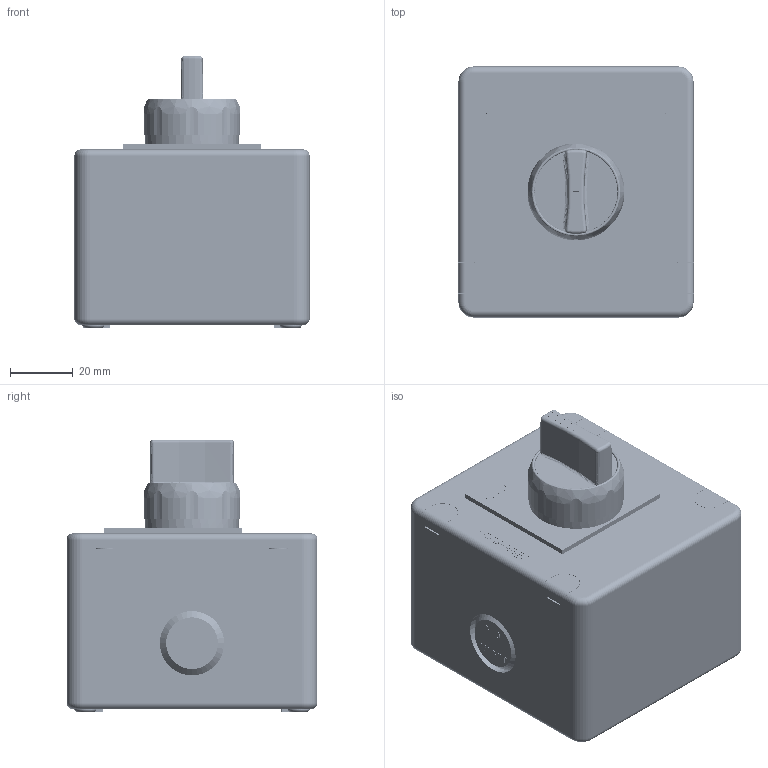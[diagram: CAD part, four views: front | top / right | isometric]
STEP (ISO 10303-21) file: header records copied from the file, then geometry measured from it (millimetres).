
FILE_DESCRIPTION(/* description */ (''),/* implementation_level */ '2;1');
FILE_NAME(/* name */ 'ECW22H-H1P1-12W83 (V2.0).stp',/* time_stamp */ '2020-07-30T10:33:29+05:00',/* author */ ('Owner'),/* organization */ (''),/* preprocessor_version */ 'ST-DEVELOPER v18',/* originating_system */ 'Autodesk Inventor 2020',/* authorisation */ '');
FILE_SCHEMA (('AUTOMOTIVE_DESIGN { 1 0 10303 214 3 1 1 }'));
Products named in the file (1): Part15
Bounding box: 75.2 x 80 x 86.86 mm (x, y, z)
Volume: 123767.6 mm3; surface area: 102605.8 mm2
Topology: 5 solids, 49 shells, 10001 faces, 27389 edges, 18085 vertices
Faces by surface type: plane 6116, bspline 2377, cylinder 1182, cone 156, torus 126, sphere 44
Full cylindrical faces by diameter (mm): 1.198 x24, 1.385 x8, 1.5 x4, 1.573 x16, 1.597 x8, 1.996 x18, 2.233 x4, 2.24 x28, 2.36 x2, 2.381 x8, 2.45 x4, 2.753 x4, 2.758 x2, 3 x4, 3.1 x4, 3.15 x4, 3.156 x4, 3.39 x8, 3.402 x2, 3.556 x4, 3.7 x4, 4.062 x4, 4.4 x2, 4.42 x4, 4.5 x4, 4.55 x4, 5.9 x4, 6.638 x4, 7 x4, 8 x4
Entity records: 368275 total; most frequent: CARTESIAN_POINT 118418, ORIENTED_EDGE 54786, DIRECTION 40672, EDGE_CURVE 27393, LINE 18274, VECTOR 18274, VERTEX_POINT 18085, AXIS2_PLACEMENT_3D 11199
